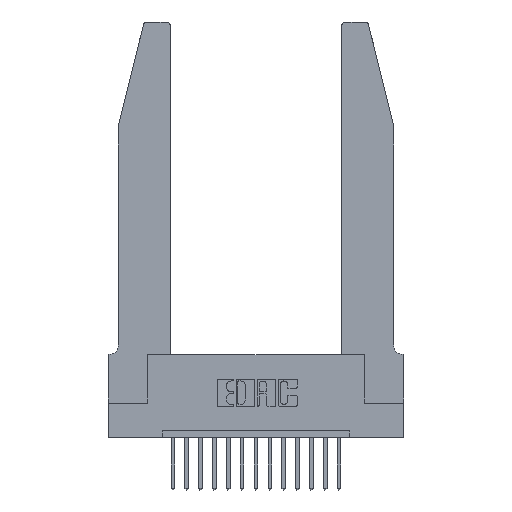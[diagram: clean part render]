
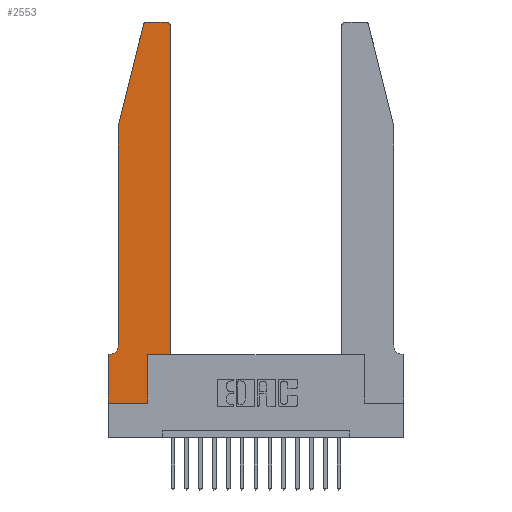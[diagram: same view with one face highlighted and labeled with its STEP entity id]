
A CAD part, top view. The second image highlights one B-rep face of the part: STEP entity #2553.
In plain terms, the highlighted planar face has unit normal (0, 0, 1).
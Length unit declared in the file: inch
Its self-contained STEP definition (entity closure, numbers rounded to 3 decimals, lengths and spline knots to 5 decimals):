
#279 = VERTEX_POINT ( 'NONE', #13051 ) ;
#335 = CARTESIAN_POINT ( 'NONE',  ( 0.4505, 2.72, 0.37 ) ) ;
#548 = CARTESIAN_POINT ( 'NONE',  ( 0.25487, 2.72718, 0.37 ) ) ;
#628 = CARTESIAN_POINT ( 'NONE',  ( 0.0755, 2., 0.37 ) ) ;
#677 = DIRECTION ( 'NONE',  ( 0., -1., 0. ) ) ;
#807 = VECTOR ( 'NONE', #677, 39.37008 ) ;
#859 = CARTESIAN_POINT ( 'NONE',  ( 0.0755, 0.35, 0.37 ) ) ;
#1349 = DIRECTION ( 'NONE',  ( 0., 1., 0. ) ) ;
#1486 = LINE ( 'NONE', #4878, #6839 ) ;
#1491 = ORIENTED_EDGE ( 'NONE', *, *, #10562, .T. ) ;
#1514 = CARTESIAN_POINT ( 'NONE',  ( 0.0755, 0.42, 0.37 ) ) ;
#1736 = VECTOR ( 'NONE', #2435, 39.37008 ) ;
#1746 = AXIS2_PLACEMENT_3D ( 'NONE', #3259, #7303, #4711 ) ;
#1994 = CARTESIAN_POINT ( 'NONE',  ( 0.4505, 0.35, 0.37 ) ) ;
#2257 = VECTOR ( 'NONE', #1349, 39.37008 ) ;
#2435 = DIRECTION ( 'NONE',  ( -1., 0., 0. ) ) ;
#2553 = ADVANCED_FACE ( 'NONE', ( #18081 ), #13597, .T. ) ;
#2579 = VECTOR ( 'NONE', #14976, 39.37008 ) ;
#2712 = ORIENTED_EDGE ( 'NONE', *, *, #13234, .T. ) ;
#2780 = LINE ( 'NONE', #1994, #14812 ) ;
#3114 = ORIENTED_EDGE ( 'NONE', *, *, #8350, .T. ) ;
#3179 = DIRECTION ( 'NONE',  ( 1., 0., 0. ) ) ;
#3259 = CARTESIAN_POINT ( 'NONE',  ( 0.0055, 0.42, 0.37 ) ) ;
#3451 = LINE ( 'NONE', #5804, #18155 ) ;
#4138 = CARTESIAN_POINT ( 'NONE',  ( 0.0755, 2., 0.37 ) ) ;
#4290 = EDGE_CURVE ( 'NONE', #13796, #10983, #13534, .T. ) ;
#4613 = LINE ( 'NONE', #14902, #807 ) ;
#4698 = CARTESIAN_POINT ( 'NONE',  ( 0.2865, 0.35, 0.37 ) ) ;
#4711 = DIRECTION ( 'NONE',  ( -1., 0., 0. ) ) ;
#4878 = CARTESIAN_POINT ( 'NONE',  ( 0., 0., 0.37 ) ) ;
#5043 = EDGE_CURVE ( 'NONE', #279, #12556, #1486, .T. ) ;
#5087 = CARTESIAN_POINT ( 'NONE',  ( 0.4505, 0.35, 0.37 ) ) ;
#5800 = LINE ( 'NONE', #5087, #2257 ) ;
#5804 = CARTESIAN_POINT ( 'NONE',  ( 0., 0., 0.37 ) ) ;
#6194 = LINE ( 'NONE', #859, #1736 ) ;
#6204 = ORIENTED_EDGE ( 'NONE', *, *, #4290, .T. ) ;
#6220 = DIRECTION ( 'NONE',  ( 0., -1., 0. ) ) ;
#6278 = CARTESIAN_POINT ( 'NONE',  ( 0., 0.35, 0.37 ) ) ;
#6420 = CARTESIAN_POINT ( 'NONE',  ( 0.2605, 2.75, 0.37 ) ) ;
#6458 = CIRCLE ( 'NONE', #9054, 0.03 ) ;
#6710 = EDGE_CURVE ( 'NONE', #12486, #12027, #12139, .T. ) ;
#6839 = VECTOR ( 'NONE', #6220, 39.37008 ) ;
#7284 = CARTESIAN_POINT ( 'NONE',  ( 0.2865, 0.35, 0.37 ) ) ;
#7303 = DIRECTION ( 'NONE',  ( 0., 0., -1. ) ) ;
#7352 = CARTESIAN_POINT ( 'NONE',  ( 0., 0., 0.37 ) ) ;
#7577 = ORIENTED_EDGE ( 'NONE', *, *, #14051, .T. ) ;
#7598 = AXIS2_PLACEMENT_3D ( 'NONE', #6278, #17975, #11106 ) ;
#7637 = VERTEX_POINT ( 'NONE', #18106 ) ;
#7671 = EDGE_CURVE ( 'NONE', #10983, #279, #6194, .T. ) ;
#7714 = DIRECTION ( 'NONE',  ( 1., 0., 0. ) ) ;
#8293 = EDGE_CURVE ( 'NONE', #16235, #15595, #16003, .T. ) ;
#8350 = EDGE_CURVE ( 'NONE', #7637, #11063, #16456, .T. ) ;
#8499 = DIRECTION ( 'NONE',  ( 0., 0., 1. ) ) ;
#9054 = AXIS2_PLACEMENT_3D ( 'NONE', #14097, #9912, #17148 ) ;
#9296 = VECTOR ( 'NONE', #15020, 39.37008 ) ;
#9528 = VECTOR ( 'NONE', #13616, 39.37008 ) ;
#9881 = ORIENTED_EDGE ( 'NONE', *, *, #11013, .T. ) ;
#9912 = DIRECTION ( 'NONE',  ( 0., 0., 1. ) ) ;
#10329 = ORIENTED_EDGE ( 'NONE', *, *, #6710, .T. ) ;
#10388 = EDGE_CURVE ( 'NONE', #12556, #16235, #3451, .T. ) ;
#10562 = EDGE_CURVE ( 'NONE', #15595, #12297, #2780, .T. ) ;
#10587 = ORIENTED_EDGE ( 'NONE', *, *, #8293, .T. ) ;
#10983 = VERTEX_POINT ( 'NONE', #16443 ) ;
#11013 = EDGE_CURVE ( 'NONE', #12318, #7637, #18368, .T. ) ;
#11063 = VERTEX_POINT ( 'NONE', #11096 ) ;
#11096 = CARTESIAN_POINT ( 'NONE',  ( 0.284, 2.75, 0.37 ) ) ;
#11106 = DIRECTION ( 'NONE',  ( 1., 0., 0. ) ) ;
#11154 = CARTESIAN_POINT ( 'NONE',  ( 0.4505, 0.35, 0.37 ) ) ;
#11700 = AXIS2_PLACEMENT_3D ( 'NONE', #15622, #8499, #15045 ) ;
#12027 = VERTEX_POINT ( 'NONE', #4138 ) ;
#12139 = LINE ( 'NONE', #628, #2579 ) ;
#12297 = VERTEX_POINT ( 'NONE', #11154 ) ;
#12318 = VERTEX_POINT ( 'NONE', #335 ) ;
#12486 = VERTEX_POINT ( 'NONE', #548 ) ;
#12556 = VERTEX_POINT ( 'NONE', #7352 ) ;
#13051 = CARTESIAN_POINT ( 'NONE',  ( 0., 0.35, 0.37 ) ) ;
#13169 = EDGE_LOOP ( 'NONE', ( #3114, #7577, #10329, #14372, #6204, #18068, #17905, #15974, #10587, #1491, #2712, #9881 ) ) ;
#13234 = EDGE_CURVE ( 'NONE', #12297, #12318, #5800, .T. ) ;
#13300 = CARTESIAN_POINT ( 'NONE',  ( 0.2865, 0., 0.37 ) ) ;
#13534 = CIRCLE ( 'NONE', #1746, 0.07 ) ;
#13597 = PLANE ( 'NONE',  #7598 ) ;
#13616 = DIRECTION ( 'NONE',  ( 0., 1., 0. ) ) ;
#13796 = VERTEX_POINT ( 'NONE', #1514 ) ;
#14051 = EDGE_CURVE ( 'NONE', #11063, #12486, #6458, .T. ) ;
#14097 = CARTESIAN_POINT ( 'NONE',  ( 0.284, 2.72, 0.37 ) ) ;
#14372 = ORIENTED_EDGE ( 'NONE', *, *, #15659, .T. ) ;
#14812 = VECTOR ( 'NONE', #7714, 39.37008 ) ;
#14902 = CARTESIAN_POINT ( 'NONE',  ( 0.0755, 2., 0.37 ) ) ;
#14976 = DIRECTION ( 'NONE',  ( -0.239, -0.971, 0. ) ) ;
#15020 = DIRECTION ( 'NONE',  ( -1., 0., 0. ) ) ;
#15045 = DIRECTION ( 'NONE',  ( 1., 0., 0. ) ) ;
#15595 = VERTEX_POINT ( 'NONE', #7284 ) ;
#15622 = CARTESIAN_POINT ( 'NONE',  ( 0.4205, 2.72, 0.37 ) ) ;
#15659 = EDGE_CURVE ( 'NONE', #12027, #13796, #4613, .T. ) ;
#15974 = ORIENTED_EDGE ( 'NONE', *, *, #10388, .T. ) ;
#16003 = LINE ( 'NONE', #4698, #9528 ) ;
#16235 = VERTEX_POINT ( 'NONE', #13300 ) ;
#16443 = CARTESIAN_POINT ( 'NONE',  ( 0.0055, 0.35, 0.37 ) ) ;
#16456 = LINE ( 'NONE', #6420, #9296 ) ;
#17148 = DIRECTION ( 'NONE',  ( 1., 0., 0. ) ) ;
#17905 = ORIENTED_EDGE ( 'NONE', *, *, #5043, .T. ) ;
#17975 = DIRECTION ( 'NONE',  ( 0., 0., 1. ) ) ;
#18068 = ORIENTED_EDGE ( 'NONE', *, *, #7671, .T. ) ;
#18081 = FACE_OUTER_BOUND ( 'NONE', #13169, .T. ) ;
#18106 = CARTESIAN_POINT ( 'NONE',  ( 0.4205, 2.75, 0.37 ) ) ;
#18155 = VECTOR ( 'NONE', #3179, 39.37008 ) ;
#18368 = CIRCLE ( 'NONE', #11700, 0.03 ) ;
